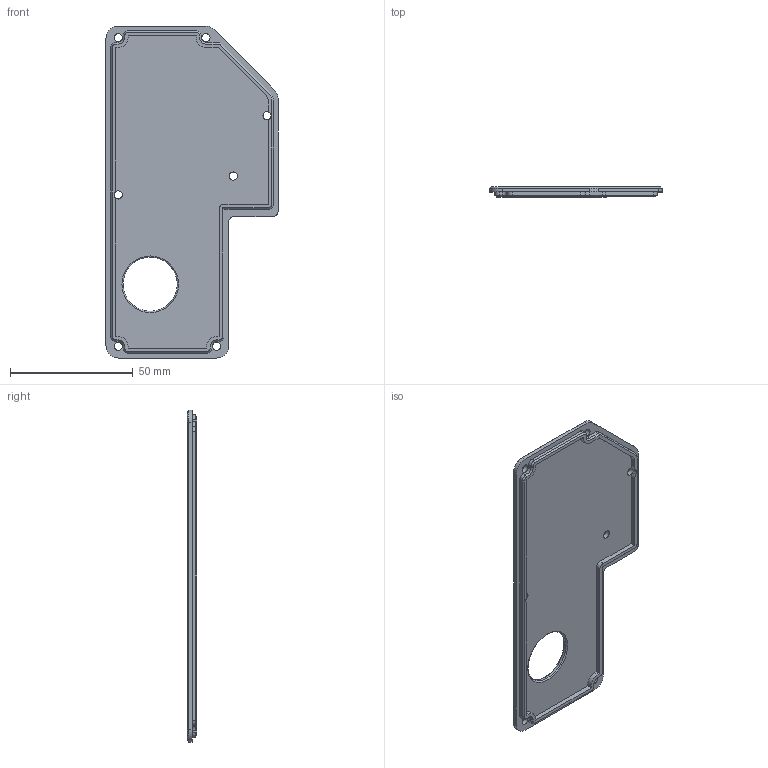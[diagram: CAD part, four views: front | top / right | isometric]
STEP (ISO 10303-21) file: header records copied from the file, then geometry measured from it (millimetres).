
FILE_DESCRIPTION(/* description */ (''),/* implementation_level */ '2;1');
FILE_NAME(/* name */ 'OBS-SnapInLid.stp',/* time_stamp */ '2020-06-22T10:23:50+02:00',/* author */ ('hpcwoess'),/* organization */ (''),/* preprocessor_version */ 'ST-DEVELOPER v18.1',/* originating_system */ 'Autodesk Inventor 2020',/* authorisation */ '');
FILE_SCHEMA (('AUTOMOTIVE_DESIGN { 1 0 10303 214 3 1 1 }'));
Length unit declared in the file: millimetre
Products named in the file (1): OBS-SnapInLid
Bounding box: 70 x 4 x 135 mm (x, y, z)
Volume: 16053.5 mm3; surface area: 17669.8 mm2
Topology: 1 solids, 1 shells, 431 faces, 1162 edges, 762 vertices
Faces by surface type: plane 227, bspline 142, cylinder 39, cone 21, torus 2
Full cylindrical faces by diameter (mm): 3.3 x7, 22 x1
Entity records: 14272 total; most frequent: CARTESIAN_POINT 4254, ORIENTED_EDGE 2324, DIRECTION 1572, EDGE_CURVE 1162, LINE 764, VECTOR 764, VERTEX_POINT 762, EDGE_LOOP 476
